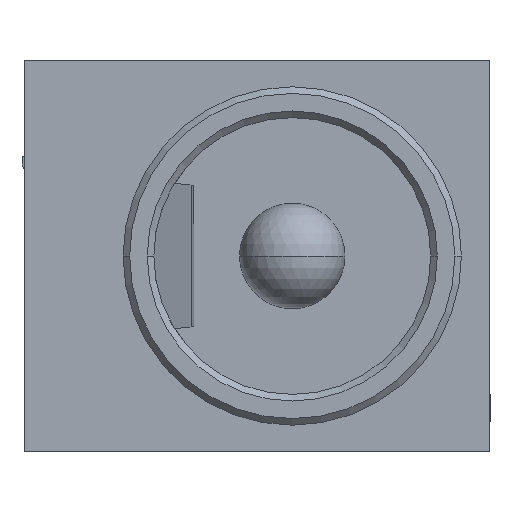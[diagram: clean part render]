
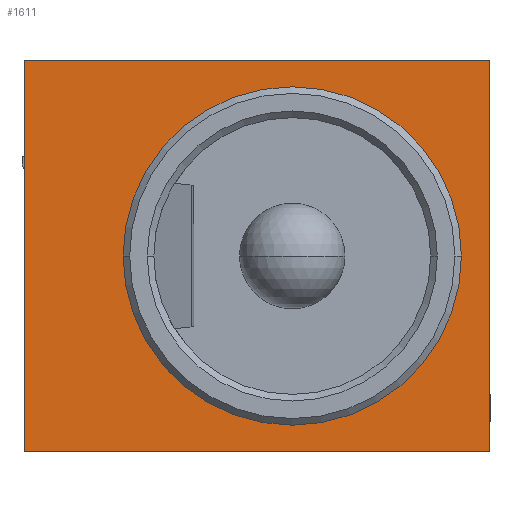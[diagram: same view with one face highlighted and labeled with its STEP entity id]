
A CAD part, left-side view. The second image highlights one B-rep face of the part: STEP entity #1611.
In plain terms, the highlighted planar face has unit normal (-1, 0, 0).
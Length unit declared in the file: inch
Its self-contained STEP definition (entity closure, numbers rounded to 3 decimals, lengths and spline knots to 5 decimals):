
#6 = VERTEX_POINT ( 'NONE', #1768 ) ;
#220 = VERTEX_POINT ( 'NONE', #366 ) ;
#232 = VERTEX_POINT ( 'NONE', #6029 ) ;
#251 = FACE_BOUND ( 'NONE', #4672, .T. ) ;
#284 = CARTESIAN_POINT ( 'NONE',  ( 4.48015, -0.41528, -0.32984 ) ) ;
#366 = CARTESIAN_POINT ( 'NONE',  ( 4.48015, 0.01039, -0.32283 ) ) ;
#417 = LINE ( 'NONE', #2861, #5973 ) ;
#486 = EDGE_CURVE ( 'NONE', #232, #6, #3173, .T. ) ;
#519 = CARTESIAN_POINT ( 'NONE',  ( 4.48015, -0.38134, -0.14764 ) ) ;
#586 = LINE ( 'NONE', #1115, #4513 ) ;
#674 = ORIENTED_EDGE ( 'NONE', *, *, #486, .T. ) ;
#786 = DIRECTION ( 'NONE',  ( 1., 0., 0. ) ) ;
#850 = AXIS2_PLACEMENT_3D ( 'NONE', #5476, #1936, #5097 ) ;
#997 = CARTESIAN_POINT ( 'NONE',  ( 4.48015, -0.19827, -0.32283 ) ) ;
#1115 = CARTESIAN_POINT ( 'NONE',  ( 4.48015, 0.01039, -0.14764 ) ) ;
#1196 = CARTESIAN_POINT ( 'NONE',  ( 4.48015, -0.19827, 0.02756 ) ) ;
#1256 = DIRECTION ( 'NONE',  ( 0., -1., 0. ) ) ;
#1440 = EDGE_LOOP ( 'NONE', ( #5612, #1512, #674, #6323 ) ) ;
#1512 = ORIENTED_EDGE ( 'NONE', *, *, #1664, .T. ) ;
#1611 = ADVANCED_FACE ( 'NONE', ( #251, #5427 ), #1653, .T. ) ;
#1653 = PLANE ( 'NONE',  #3152 ) ;
#1664 = EDGE_CURVE ( 'NONE', #3225, #232, #417, .T. ) ;
#1768 = CARTESIAN_POINT ( 'NONE',  ( 4.48015, 0.01039, 0.02756 ) ) ;
#1936 = DIRECTION ( 'NONE',  ( 1., 0., 0. ) ) ;
#2231 = EDGE_CURVE ( 'NONE', #2592, #2920, #5776, .T. ) ;
#2422 = DIRECTION ( 'NONE',  ( 0., 0., 1. ) ) ;
#2592 = VERTEX_POINT ( 'NONE', #519 ) ;
#2751 = ORIENTED_EDGE ( 'NONE', *, *, #5801, .T. ) ;
#2762 = VECTOR ( 'NONE', #3115, 39.37008 ) ;
#2861 = CARTESIAN_POINT ( 'NONE',  ( 4.48015, -0.40693, -0.14764 ) ) ;
#2920 = VERTEX_POINT ( 'NONE', #3618 ) ;
#3115 = DIRECTION ( 'NONE',  ( 0., -1., 0. ) ) ;
#3152 = AXIS2_PLACEMENT_3D ( 'NONE', #284, #4231, #4823 ) ;
#3173 = LINE ( 'NONE', #1196, #3473 ) ;
#3194 = DIRECTION ( 'NONE',  ( 0., 0., -1. ) ) ;
#3225 = VERTEX_POINT ( 'NONE', #4616 ) ;
#3242 = DIRECTION ( 'NONE',  ( 0., 1., 0. ) ) ;
#3266 = EDGE_CURVE ( 'NONE', #6, #220, #586, .T. ) ;
#3473 = VECTOR ( 'NONE', #3242, 39.37008 ) ;
#3618 = CARTESIAN_POINT ( 'NONE',  ( 4.48015, -0.07819, -0.14764 ) ) ;
#3620 = LINE ( 'NONE', #997, #2762 ) ;
#3678 = EDGE_CURVE ( 'NONE', #220, #3225, #3620, .T. ) ;
#3743 = CIRCLE ( 'NONE', #850, 0.15157 ) ;
#3855 = CARTESIAN_POINT ( 'NONE',  ( 4.48015, -0.22977, -0.14764 ) ) ;
#4231 = DIRECTION ( 'NONE',  ( -1., 0., 0. ) ) ;
#4513 = VECTOR ( 'NONE', #3194, 39.37008 ) ;
#4616 = CARTESIAN_POINT ( 'NONE',  ( 4.48015, -0.40693, -0.32283 ) ) ;
#4672 = EDGE_LOOP ( 'NONE', ( #5670, #2751 ) ) ;
#4823 = DIRECTION ( 'NONE',  ( 0., 0., 1. ) ) ;
#5097 = DIRECTION ( 'NONE',  ( 0., -1., 0. ) ) ;
#5242 = AXIS2_PLACEMENT_3D ( 'NONE', #3855, #786, #1256 ) ;
#5427 = FACE_OUTER_BOUND ( 'NONE', #1440, .T. ) ;
#5476 = CARTESIAN_POINT ( 'NONE',  ( 4.48015, -0.22977, -0.14764 ) ) ;
#5612 = ORIENTED_EDGE ( 'NONE', *, *, #3678, .T. ) ;
#5670 = ORIENTED_EDGE ( 'NONE', *, *, #2231, .T. ) ;
#5776 = CIRCLE ( 'NONE', #5242, 0.15157 ) ;
#5801 = EDGE_CURVE ( 'NONE', #2920, #2592, #3743, .T. ) ;
#5973 = VECTOR ( 'NONE', #2422, 39.37008 ) ;
#6029 = CARTESIAN_POINT ( 'NONE',  ( 4.48015, -0.40693, 0.02756 ) ) ;
#6323 = ORIENTED_EDGE ( 'NONE', *, *, #3266, .T. ) ;
